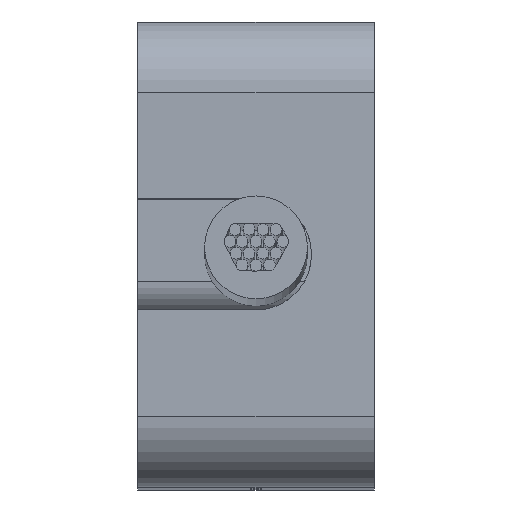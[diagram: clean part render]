
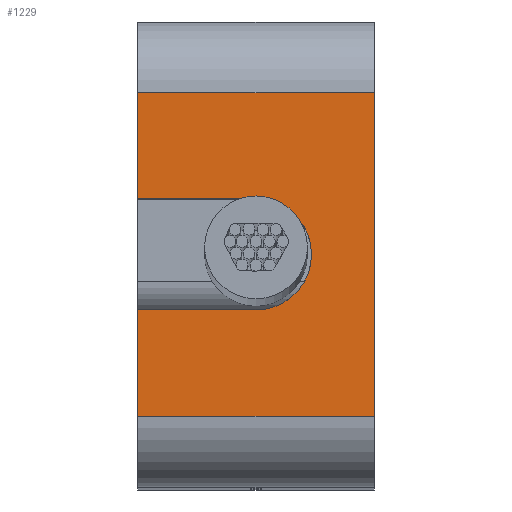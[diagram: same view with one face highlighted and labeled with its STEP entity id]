
A CAD part, top view. The second image highlights one B-rep face of the part: STEP entity #1229.
In plain terms, the highlighted planar face has unit normal (0, 0, 1).
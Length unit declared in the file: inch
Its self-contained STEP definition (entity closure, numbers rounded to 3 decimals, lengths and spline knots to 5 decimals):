
#25=DIRECTION('',(0.,-1.,0.));
#26=VECTOR('',#25,0.08985);
#27=CARTESIAN_POINT('',(-0.1,-0.047,0.75));
#28=LINE('',#27,#26);
#61=DIRECTION('',(0.,-1.,0.));
#62=VECTOR('',#61,0.08985);
#63=CARTESIAN_POINT('',(-0.1,0.13685,0.75));
#64=LINE('',#63,#62);
#136=DIRECTION('',(0.,-1.,0.));
#137=VECTOR('',#136,0.2737);
#138=CARTESIAN_POINT('',(0.1,0.13685,0.75));
#139=LINE('',#138,#137);
#173=DIRECTION('',(1.,0.,0.));
#174=VECTOR('',#173,0.1);
#175=CARTESIAN_POINT('',(-0.1,-0.047,0.75));
#176=LINE('',#175,#174);
#177=CARTESIAN_POINT('',(0.,0.,0.75));
#178=DIRECTION('',(0.,0.,1.));
#179=DIRECTION('',(0.,-1.,0.));
#180=AXIS2_PLACEMENT_3D('',#177,#178,#179);
#182=DIRECTION('',(1.,0.,0.));
#183=VECTOR('',#182,0.1);
#184=CARTESIAN_POINT('',(-0.1,0.047,0.75));
#185=LINE('',#184,#183);
#186=DIRECTION('',(-1.,0.,0.));
#187=VECTOR('',#186,0.2);
#188=CARTESIAN_POINT('',(0.1,0.13685,0.75));
#189=LINE('',#188,#187);
#190=DIRECTION('',(-1.,0.,0.));
#191=VECTOR('',#190,0.2);
#192=CARTESIAN_POINT('',(0.1,-0.13685,0.75));
#193=LINE('',#192,#191);
#956=CARTESIAN_POINT('',(-0.1,0.13685,0.75));
#958=VERTEX_POINT('',#956);
#962=CARTESIAN_POINT('',(0.1,0.13685,0.75));
#963=VERTEX_POINT('',#962);
#965=CARTESIAN_POINT('',(-0.1,-0.13685,0.75));
#967=VERTEX_POINT('',#965);
#968=CARTESIAN_POINT('',(0.1,-0.13685,0.75));
#969=VERTEX_POINT('',#968);
#980=CARTESIAN_POINT('',(-0.1,-0.047,0.75));
#982=VERTEX_POINT('',#980);
#984=CARTESIAN_POINT('',(-0.1,0.047,0.75));
#986=VERTEX_POINT('',#984);
#988=CARTESIAN_POINT('',(0.,-0.047,0.75));
#989=VERTEX_POINT('',#988);
#990=CARTESIAN_POINT('',(0.,0.047,0.75));
#991=VERTEX_POINT('',#990);
#1210=CARTESIAN_POINT('',(-0.1,0.19685,0.75));
#1211=DIRECTION('',(0.,0.,1.));
#1212=DIRECTION('',(0.,-1.,0.));
#1213=AXIS2_PLACEMENT_3D('',#1210,#1211,#1212);
#1214=PLANE('',#1213);
#1216=ORIENTED_EDGE('',*,*,#1215,.T.);
#1218=ORIENTED_EDGE('',*,*,#1217,.T.);
#1220=ORIENTED_EDGE('',*,*,#1219,.F.);
#1221=ORIENTED_EDGE('',*,*,#1021,.F.);
#1223=ORIENTED_EDGE('',*,*,#1222,.F.);
#1224=ORIENTED_EDGE('',*,*,#1099,.T.);
#1225=ORIENTED_EDGE('',*,*,#1203,.T.);
#1226=ORIENTED_EDGE('',*,*,#1005,.F.);
#1227=EDGE_LOOP('',(#1216,#1218,#1220,#1221,#1223,#1224,#1225,#1226));
#1228=FACE_OUTER_BOUND('',#1227,.F.);
#1229=ADVANCED_FACE('',(#1228),#1214,.T.);
#181=CIRCLE('',#180,0.047);
#1005=EDGE_CURVE('',#982,#967,#28,.T.);
#1021=EDGE_CURVE('',#958,#986,#64,.T.);
#1099=EDGE_CURVE('',#963,#969,#139,.T.);
#1203=EDGE_CURVE('',#969,#967,#193,.T.);
#1215=EDGE_CURVE('',#982,#989,#176,.T.);
#1217=EDGE_CURVE('',#989,#991,#181,.T.);
#1219=EDGE_CURVE('',#986,#991,#185,.T.);
#1222=EDGE_CURVE('',#963,#958,#189,.T.);
